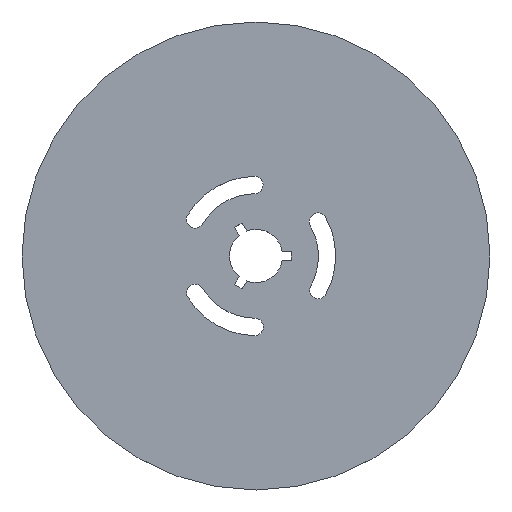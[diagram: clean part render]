
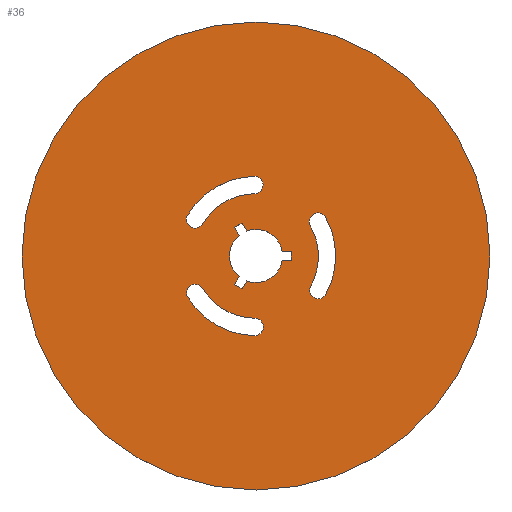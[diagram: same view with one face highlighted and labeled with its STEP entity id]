
A CAD part, top view. The second image highlights one B-rep face of the part: STEP entity #36.
In plain terms, the highlighted planar face has unit normal (0, 0, 1).
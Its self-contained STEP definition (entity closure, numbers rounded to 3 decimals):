
#36=ADVANCED_FACE('',(#92,#93,#94,#95,#64),#292,.T.);
#64=FACE_OUTER_BOUND('',#104,.F.);
#92=FACE_BOUND('',#100,.F.);
#93=FACE_BOUND('',#101,.F.);
#94=FACE_BOUND('',#102,.F.);
#95=FACE_BOUND('',#103,.F.);
#100=EDGE_LOOP('',(#136,#137,#138,#139));
#101=EDGE_LOOP('',(#140,#141,#142,#143));
#102=EDGE_LOOP('',(#144,#145,#146,#147));
#103=EDGE_LOOP('',(#148,#149,#150,#151,#152,#153,#154,#155,#156,#157,#158,
#159));
#104=EDGE_LOOP('',(#160,#161));
#136=ORIENTED_EDGE('',*,*,#399,.T.);
#137=ORIENTED_EDGE('',*,*,#402,.T.);
#138=ORIENTED_EDGE('',*,*,#401,.F.);
#139=ORIENTED_EDGE('',*,*,#400,.T.);
#140=ORIENTED_EDGE('',*,*,#403,.T.);
#141=ORIENTED_EDGE('',*,*,#406,.T.);
#142=ORIENTED_EDGE('',*,*,#405,.F.);
#143=ORIENTED_EDGE('',*,*,#404,.T.);
#144=ORIENTED_EDGE('',*,*,#407,.T.);
#145=ORIENTED_EDGE('',*,*,#410,.T.);
#146=ORIENTED_EDGE('',*,*,#409,.T.);
#147=ORIENTED_EDGE('',*,*,#408,.F.);
#148=ORIENTED_EDGE('',*,*,#411,.T.);
#149=ORIENTED_EDGE('',*,*,#422,.T.);
#150=ORIENTED_EDGE('',*,*,#421,.T.);
#151=ORIENTED_EDGE('',*,*,#420,.T.);
#152=ORIENTED_EDGE('',*,*,#419,.T.);
#153=ORIENTED_EDGE('',*,*,#418,.T.);
#154=ORIENTED_EDGE('',*,*,#417,.T.);
#155=ORIENTED_EDGE('',*,*,#416,.T.);
#156=ORIENTED_EDGE('',*,*,#415,.T.);
#157=ORIENTED_EDGE('',*,*,#414,.T.);
#158=ORIENTED_EDGE('',*,*,#413,.T.);
#159=ORIENTED_EDGE('',*,*,#412,.T.);
#160=ORIENTED_EDGE('',*,*,#424,.F.);
#161=ORIENTED_EDGE('',*,*,#423,.F.);
#292=PLANE('',#626);
#311=LINE('',#898,#355);
#312=LINE('',#899,#356);
#313=LINE('',#900,#357);
#314=LINE('',#902,#358);
#315=LINE('',#903,#359);
#316=LINE('',#904,#360);
#317=LINE('',#906,#361);
#318=LINE('',#907,#362);
#319=LINE('',#908,#363);
#355=VECTOR('',#684,3.126);
#356=VECTOR('',#685,3.);
#357=VECTOR('',#686,3.126);
#358=VECTOR('',#689,3.126);
#359=VECTOR('',#690,3.);
#360=VECTOR('',#691,3.126);
#361=VECTOR('',#694,3.126);
#362=VECTOR('',#695,3.);
#363=VECTOR('',#696,3.126);
#399=EDGE_CURVE('',#562,#561,#477,.T.);
#400=EDGE_CURVE('',#560,#562,#478,.T.);
#401=EDGE_CURVE('',#560,#559,#479,.T.);
#402=EDGE_CURVE('',#561,#559,#480,.T.);
#403=EDGE_CURVE('',#558,#557,#481,.T.);
#404=EDGE_CURVE('',#556,#558,#482,.T.);
#405=EDGE_CURVE('',#556,#555,#483,.T.);
#406=EDGE_CURVE('',#557,#555,#484,.T.);
#407=EDGE_CURVE('',#554,#553,#485,.T.);
#408=EDGE_CURVE('',#554,#552,#486,.T.);
#409=EDGE_CURVE('',#551,#552,#487,.T.);
#410=EDGE_CURVE('',#553,#551,#488,.T.);
#411=EDGE_CURVE('',#550,#549,#311,.T.);
#412=EDGE_CURVE('',#548,#550,#312,.T.);
#413=EDGE_CURVE('',#547,#548,#313,.T.);
#414=EDGE_CURVE('',#546,#547,#489,.T.);
#415=EDGE_CURVE('',#545,#546,#314,.T.);
#416=EDGE_CURVE('',#544,#545,#315,.T.);
#417=EDGE_CURVE('',#543,#544,#316,.T.);
#418=EDGE_CURVE('',#542,#543,#490,.T.);
#419=EDGE_CURVE('',#541,#542,#317,.T.);
#420=EDGE_CURVE('',#540,#541,#318,.T.);
#421=EDGE_CURVE('',#539,#540,#319,.T.);
#422=EDGE_CURVE('',#549,#539,#491,.T.);
#423=EDGE_CURVE('',#538,#537,#492,.T.);
#424=EDGE_CURVE('',#537,#538,#493,.T.);
#477=CIRCLE('',#592,27.);
#478=CIRCLE('',#593,3.);
#479=CIRCLE('',#594,21.);
#480=CIRCLE('',#595,3.);
#481=CIRCLE('',#596,27.);
#482=CIRCLE('',#597,3.);
#483=CIRCLE('',#598,21.);
#484=CIRCLE('',#599,3.);
#485=CIRCLE('',#600,3.);
#486=CIRCLE('',#601,21.);
#487=CIRCLE('',#602,3.);
#488=CIRCLE('',#603,27.);
#489=CIRCLE('',#604,9.);
#490=CIRCLE('',#605,9.);
#491=CIRCLE('',#606,9.);
#492=CIRCLE('',#607,79.25);
#493=CIRCLE('',#608,79.25);
#537=VERTEX_POINT('',#860);
#538=VERTEX_POINT('',#861);
#539=VERTEX_POINT('',#862);
#540=VERTEX_POINT('',#863);
#541=VERTEX_POINT('',#864);
#542=VERTEX_POINT('',#865);
#543=VERTEX_POINT('',#866);
#544=VERTEX_POINT('',#867);
#545=VERTEX_POINT('',#868);
#546=VERTEX_POINT('',#869);
#547=VERTEX_POINT('',#870);
#548=VERTEX_POINT('',#871);
#549=VERTEX_POINT('',#872);
#550=VERTEX_POINT('',#873);
#551=VERTEX_POINT('',#874);
#552=VERTEX_POINT('',#875);
#553=VERTEX_POINT('',#876);
#554=VERTEX_POINT('',#877);
#555=VERTEX_POINT('',#878);
#556=VERTEX_POINT('',#879);
#557=VERTEX_POINT('',#880);
#558=VERTEX_POINT('',#881);
#559=VERTEX_POINT('',#882);
#560=VERTEX_POINT('',#883);
#561=VERTEX_POINT('',#884);
#562=VERTEX_POINT('',#885);
#592=AXIS2_PLACEMENT_3D('',#886,#660,#661);
#593=AXIS2_PLACEMENT_3D('',#887,#662,#663);
#594=AXIS2_PLACEMENT_3D('',#888,#664,#665);
#595=AXIS2_PLACEMENT_3D('',#889,#666,#667);
#596=AXIS2_PLACEMENT_3D('',#890,#668,#669);
#597=AXIS2_PLACEMENT_3D('',#891,#670,#671);
#598=AXIS2_PLACEMENT_3D('',#892,#672,#673);
#599=AXIS2_PLACEMENT_3D('',#893,#674,#675);
#600=AXIS2_PLACEMENT_3D('',#894,#676,#677);
#601=AXIS2_PLACEMENT_3D('',#895,#678,#679);
#602=AXIS2_PLACEMENT_3D('',#896,#680,#681);
#603=AXIS2_PLACEMENT_3D('',#897,#682,#683);
#604=AXIS2_PLACEMENT_3D('',#901,#687,#688);
#605=AXIS2_PLACEMENT_3D('',#905,#692,#693);
#606=AXIS2_PLACEMENT_3D('',#909,#697,#698);
#607=AXIS2_PLACEMENT_3D('',#910,#699,#700);
#608=AXIS2_PLACEMENT_3D('',#911,#701,#702);
#626=AXIS2_PLACEMENT_3D('',#964,#772,#773);
#660=DIRECTION('',(0.,0.,1.));
#661=DIRECTION('',(-0.866,-0.5,0.));
#662=DIRECTION('',(0.,0.,1.));
#663=DIRECTION('',(0.746,0.665,0.));
#664=DIRECTION('',(0.,0.,1.));
#665=DIRECTION('',(-0.867,-0.499,0.));
#666=DIRECTION('',(0.,0.,1.));
#667=DIRECTION('',(0.163,-0.987,0.));
#668=DIRECTION('',(0.,0.,1.));
#669=DIRECTION('',(0.,1.,0.));
#670=DIRECTION('',(0.,0.,1.));
#671=DIRECTION('',(0.203,-0.979,0.));
#672=DIRECTION('',(0.,0.,1.));
#673=DIRECTION('',(0.001,1.,0.));
#674=DIRECTION('',(0.,0.,1.));
#675=DIRECTION('',(-0.936,0.353,0.));
#676=DIRECTION('',(0.,0.,1.));
#677=DIRECTION('',(-0.95,0.314,0.));
#678=DIRECTION('',(0.,0.,1.));
#679=DIRECTION('',(0.866,-0.501,0.));
#680=DIRECTION('',(0.,0.,1.));
#681=DIRECTION('',(0.773,0.634,0.));
#682=DIRECTION('',(0.,0.,1.));
#683=DIRECTION('',(0.866,-0.5,0.));
#684=DIRECTION('',(0.5,0.866,0.));
#685=DIRECTION('',(0.866,-0.5,0.));
#686=DIRECTION('',(-0.5,-0.866,0.));
#687=DIRECTION('',(0.,0.,1.));
#688=DIRECTION('',(-0.637,0.771,0.));
#689=DIRECTION('',(0.5,-0.866,0.));
#690=DIRECTION('',(-0.866,-0.5,0.));
#691=DIRECTION('',(-0.5,0.866,0.));
#692=DIRECTION('',(0.,0.,1.));
#693=DIRECTION('',(0.986,0.167,0.));
#694=DIRECTION('',(-1.,0.,0.));
#695=DIRECTION('',(0.,1.,0.));
#696=DIRECTION('',(1.,0.,0.));
#697=DIRECTION('',(0.,0.,1.));
#698=DIRECTION('',(-0.349,-0.937,0.));
#699=DIRECTION('',(0.,0.,1.));
#700=DIRECTION('',(-1.,0.,0.));
#701=DIRECTION('',(0.,0.,1.));
#702=DIRECTION('',(1.,0.,0.));
#772=DIRECTION('',(0.,0.,1.));
#773=DIRECTION('',(1.,0.,0.));
#860=CARTESIAN_POINT('',(79.25,0.,1.));
#861=CARTESIAN_POINT('',(-79.25,0.,1.));
#862=CARTESIAN_POINT('',(8.874,-1.5,1.));
#863=CARTESIAN_POINT('',(12.,-1.5,1.));
#864=CARTESIAN_POINT('',(12.,1.5,1.));
#865=CARTESIAN_POINT('',(8.874,1.5,1.));
#866=CARTESIAN_POINT('',(-3.138,8.435,1.));
#867=CARTESIAN_POINT('',(-4.701,11.142,1.));
#868=CARTESIAN_POINT('',(-7.299,9.642,1.));
#869=CARTESIAN_POINT('',(-5.736,6.935,1.));
#870=CARTESIAN_POINT('',(-5.736,-6.935,1.));
#871=CARTESIAN_POINT('',(-7.299,-9.642,1.));
#872=CARTESIAN_POINT('',(-3.138,-8.435,1.));
#873=CARTESIAN_POINT('',(-4.701,-11.142,1.));
#874=CARTESIAN_POINT('',(23.383,13.5,1.));
#875=CARTESIAN_POINT('',(18.256,10.54,1.));
#876=CARTESIAN_POINT('',(23.383,-13.5,1.));
#877=CARTESIAN_POINT('',(18.295,-10.563,1.));
#878=CARTESIAN_POINT('',(-18.256,10.54,1.));
#879=CARTESIAN_POINT('',(0.,21.125,1.));
#880=CARTESIAN_POINT('',(-23.383,13.5,1.));
#881=CARTESIAN_POINT('',(0.,27.,1.));
#882=CARTESIAN_POINT('',(0.,-21.08,1.));
#883=CARTESIAN_POINT('',(-18.295,-10.563,1.));
#884=CARTESIAN_POINT('',(0.,-27.,1.));
#885=CARTESIAN_POINT('',(-23.383,-13.5,1.));
#886=CARTESIAN_POINT('',(0.,0.,1.));
#887=CARTESIAN_POINT('',(-20.534,-12.559,1.));
#888=CARTESIAN_POINT('',(-0.098,-0.08,1.));
#889=CARTESIAN_POINT('',(-0.488,-24.04,1.));
#890=CARTESIAN_POINT('',(0.,0.,1.));
#891=CARTESIAN_POINT('',(-0.609,24.063,1.));
#892=CARTESIAN_POINT('',(-0.02,0.125,1.));
#893=CARTESIAN_POINT('',(-20.575,12.442,1.));
#894=CARTESIAN_POINT('',(21.143,-11.504,1.));
#895=CARTESIAN_POINT('',(0.118,-0.045,1.));
#896=CARTESIAN_POINT('',(21.063,11.598,1.));
#897=CARTESIAN_POINT('',(0.,0.,1.));
#898=CARTESIAN_POINT('',(-4.701,-11.142,1.));
#899=CARTESIAN_POINT('',(-7.299,-9.642,1.));
#900=CARTESIAN_POINT('',(-5.736,-6.935,1.));
#901=CARTESIAN_POINT('',(0.,0.,1.));
#902=CARTESIAN_POINT('',(-7.299,9.642,1.));
#903=CARTESIAN_POINT('',(-4.701,11.142,1.));
#904=CARTESIAN_POINT('',(-3.138,8.435,1.));
#905=CARTESIAN_POINT('',(0.,0.,1.));
#906=CARTESIAN_POINT('',(12.,1.5,1.));
#907=CARTESIAN_POINT('',(12.,-1.5,1.));
#908=CARTESIAN_POINT('',(8.874,-1.5,1.));
#909=CARTESIAN_POINT('',(0.,0.,1.));
#910=CARTESIAN_POINT('',(0.,0.,1.));
#911=CARTESIAN_POINT('',(0.,0.,1.));
#964=CARTESIAN_POINT('',(-80.939,-80.837,1.));
